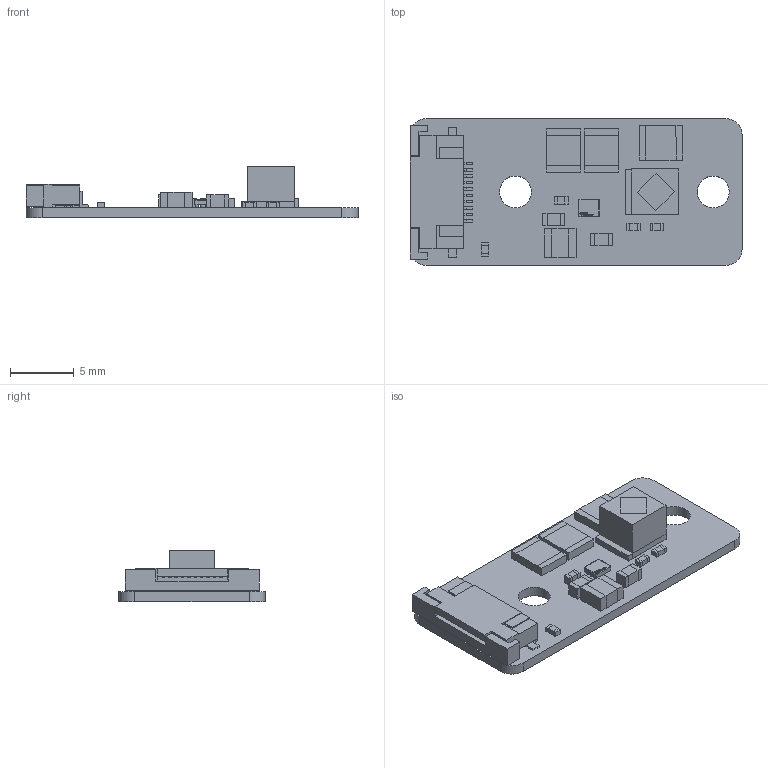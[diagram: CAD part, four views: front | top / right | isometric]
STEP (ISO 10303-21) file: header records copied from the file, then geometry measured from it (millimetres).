
FILE_DESCRIPTION(('Open CASCADE Model'),'2;1');
FILE_NAME('Open CASCADE Shape Model','2021-09-24T20:13:58',('Author'),( 'Open CASCADE'),'Open CASCADE STEP processor 6.8','Open CASCADE 6.8' ,'Unknown');
FILE_SCHEMA(('AUTOMOTIVE_DESIGN { 1 0 10303 214 1 1 1 1 }'));
Length unit declared in the file: millimetre
Products named in the file (1): PCB
Bounding box: 26.01 x 11.5 x 4.05 mm (x, y, z)
Volume: 388.1 mm3; surface area: 1198.8 mm2
Topology: 66 solids, 118 shells, 1074 faces, 2945 edges, 2038 vertices
Faces by surface type: plane 810, bspline 174, cylinder 70, sphere 20
Full cylindrical faces by diameter (mm): 0.122 x1, 2.5 x2
Entity records: 36553 total; most frequent: CARTESIAN_POINT 9672, ORIENTED_EDGE 5594, DIRECTION 4579, EDGE_CURVE 2929, LINE 2353, VECTOR 2353, VERTEX_POINT 2038, AXIS2_PLACEMENT_3D 1113
